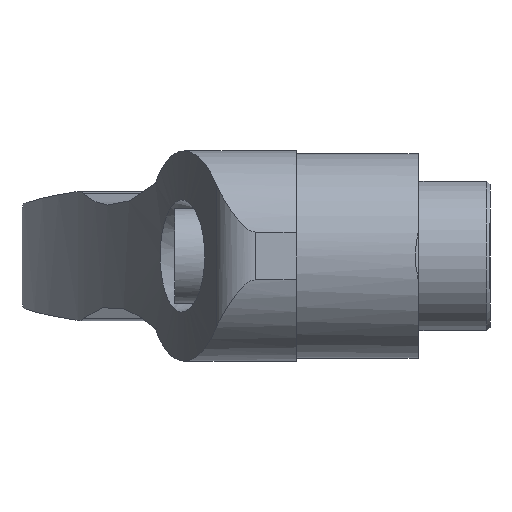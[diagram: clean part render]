
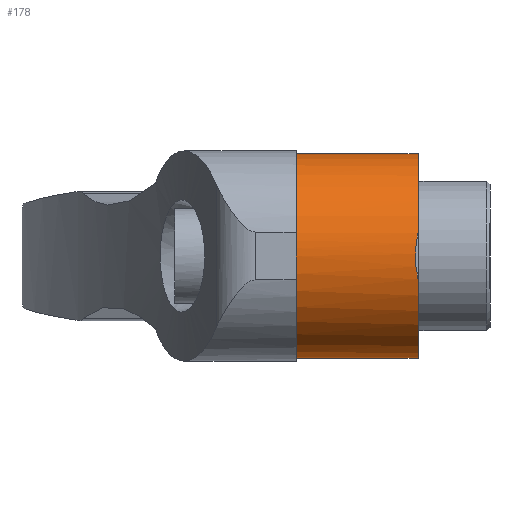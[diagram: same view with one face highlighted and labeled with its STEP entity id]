
A CAD part, left-side view. The second image highlights one B-rep face of the part: STEP entity #178.
In plain terms, the highlighted cylindrical face has radius 9.25 mm (diameter 18.5 mm), a full revolution.
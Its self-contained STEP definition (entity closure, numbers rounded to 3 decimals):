
#178 = ADVANCED_FACE( '', ( #375, #376 ), #377, .T. );
#375 = FACE_OUTER_BOUND( '', #581, .T. );
#376 = FACE_OUTER_BOUND( '', #582, .T. );
#377 = CYLINDRICAL_SURFACE( '', #583, 9.25 );
#581 = EDGE_LOOP( '', ( #1022, #1023 ) );
#582 = EDGE_LOOP( '', ( #1024, #1025, #1026, #1027, #1028, #1029 ) );
#583 = AXIS2_PLACEMENT_3D( '', #1030, #1031, #1032 );
#1022 = ORIENTED_EDGE( '', *, *, #1275, .T. );
#1023 = ORIENTED_EDGE( '', *, *, #1286, .T. );
#1024 = ORIENTED_EDGE( '', *, *, #1244, .T. );
#1025 = ORIENTED_EDGE( '', *, *, #1170, .T. );
#1026 = ORIENTED_EDGE( '', *, *, #1239, .F. );
#1027 = ORIENTED_EDGE( '', *, *, #1168, .T. );
#1028 = ORIENTED_EDGE( '', *, *, #1245, .T. );
#1029 = ORIENTED_EDGE( '', *, *, #1227, .T. );
#1030 = CARTESIAN_POINT( '', ( 0., 20.625, 0. ) );
#1031 = DIRECTION( '', ( 0., -1., 0. ) );
#1032 = DIRECTION( '', ( 0., 0., 1. ) );
#1168 = EDGE_CURVE( '', #1389, #1386, #1390, .F. );
#1170 = EDGE_CURVE( '', #1387, #1391, #1393, .T. );
#1227 = EDGE_CURVE( '', #1489, #1490, #1491, .T. );
#1239 = EDGE_CURVE( '', #1389, #1391, #1508, .T. );
#1244 = EDGE_CURVE( '', #1490, #1387, #1515, .T. );
#1245 = EDGE_CURVE( '', #1386, #1489, #1516, .T. );
#1275 = EDGE_CURVE( '', #1553, #1469, #1554, .F. );
#1286 = EDGE_CURVE( '', #1469, #1553, #1569, .F. );
#1386 = VERTEX_POINT( '', #1745 );
#1387 = VERTEX_POINT( '', #1746 );
#1389 = VERTEX_POINT( '', #1749 );
#1390 = LINE( '', #1750, #1751 );
#1391 = VERTEX_POINT( '', #1752 );
#1393 = LINE( '', #1755, #1756 );
#1469 = VERTEX_POINT( '', #1875 );
#1489 = VERTEX_POINT( '', #1901 );
#1490 = VERTEX_POINT( '', #1902 );
#1491 = ELLIPSE( '', #1903, 13.081, 9.25 );
#1508 = B_SPLINE_CURVE_WITH_KNOTS( '', 3, ( #1923, #1924, #1925, #1926, #1927, #1928, #1929, #1930, #1931, #1932 ), .UNSPECIFIED., .F., .F., ( 4, 2, 2, 2, 4 ), ( 0., 0., 0.001, 0.001, 0.001 ), .UNSPECIFIED. );
#1515 = CIRCLE( '', #1939, 9.25 );
#1516 = CIRCLE( '', #1940, 9.25 );
#1553 = VERTEX_POINT( '', #2004 );
#1554 = CIRCLE( '', #2005, 9.25 );
#1569 = CIRCLE( '', #2092, 9.25 );
#1745 = CARTESIAN_POINT( '', ( 9.24, 6.5, -0.43 ) );
#1746 = CARTESIAN_POINT( '', ( 9.24, 6.5, 0.43 ) );
#1749 = CARTESIAN_POINT( '', ( 9.24, 12.523, -0.43 ) );
#1750 = CARTESIAN_POINT( '', ( 9.24, 20.625, -0.43 ) );
#1751 = VECTOR( '', #2311, 1000. );
#1752 = CARTESIAN_POINT( '', ( 9.24, 12.523, 0.43 ) );
#1755 = CARTESIAN_POINT( '', ( 9.24, 20.625, 0.43 ) );
#1756 = VECTOR( '', #2313, 1000. );
#1875 = CARTESIAN_POINT( '', ( -9.25, 17.5, 0. ) );
#1901 = CARTESIAN_POINT( '', ( -9.01, 6.5, -2.093 ) );
#1902 = CARTESIAN_POINT( '', ( -9.01, 6.5, 2.093 ) );
#1903 = AXIS2_PLACEMENT_3D( '', #2402, #2403, #2404 );
#1923 = CARTESIAN_POINT( '', ( 9.24, 12.523, -0.43 ) );
#1924 = CARTESIAN_POINT( '', ( 9.24, 12.633, -0.43 ) );
#1925 = CARTESIAN_POINT( '', ( 9.243, 12.739, -0.379 ) );
#1926 = CARTESIAN_POINT( '', ( 9.248, 12.883, -0.218 ) );
#1927 = CARTESIAN_POINT( '', ( 9.25, 12.923, -0.109 ) );
#1928 = CARTESIAN_POINT( '', ( 9.25, 12.923, 0.109 ) );
#1929 = CARTESIAN_POINT( '', ( 9.248, 12.884, 0.217 ) );
#1930 = CARTESIAN_POINT( '', ( 9.243, 12.738, 0.38 ) );
#1931 = CARTESIAN_POINT( '', ( 9.24, 12.633, 0.43 ) );
#1932 = CARTESIAN_POINT( '', ( 9.24, 12.523, 0.43 ) );
#1939 = AXIS2_PLACEMENT_3D( '', #2426, #2427, #2428 );
#1940 = AXIS2_PLACEMENT_3D( '', #2429, #2430, #2431 );
#2004 = CARTESIAN_POINT( '', ( 9.25, 17.5, 0. ) );
#2005 = AXIS2_PLACEMENT_3D( '', #2458, #2459, #2460 );
#2092 = AXIS2_PLACEMENT_3D( '', #2473, #2474, #2475 );
#2311 = DIRECTION( '', ( 0., 1., 0. ) );
#2313 = DIRECTION( '', ( 0., 1., 0. ) );
#2402 = CARTESIAN_POINT( '', ( 0., -2.51, 0. ) );
#2403 = DIRECTION( '', ( 0.707, 0.707, 0. ) );
#2404 = DIRECTION( '', ( -0.707, 0.707, 0. ) );
#2426 = CARTESIAN_POINT( '', ( 0., 6.5, 0. ) );
#2427 = DIRECTION( '', ( 0., 1., 0. ) );
#2428 = DIRECTION( '', ( 0., 0., 1. ) );
#2429 = CARTESIAN_POINT( '', ( 0., 6.5, 0. ) );
#2430 = DIRECTION( '', ( 0., 1., 0. ) );
#2431 = DIRECTION( '', ( 0., 0., 1. ) );
#2458 = CARTESIAN_POINT( '', ( 0., 17.5, 0. ) );
#2459 = DIRECTION( '', ( 0., 1., 0. ) );
#2460 = DIRECTION( '', ( 0., 0., 1. ) );
#2473 = CARTESIAN_POINT( '', ( 0., 17.5, 0. ) );
#2474 = DIRECTION( '', ( 0., 1., 0. ) );
#2475 = DIRECTION( '', ( 0., 0., 1. ) );
